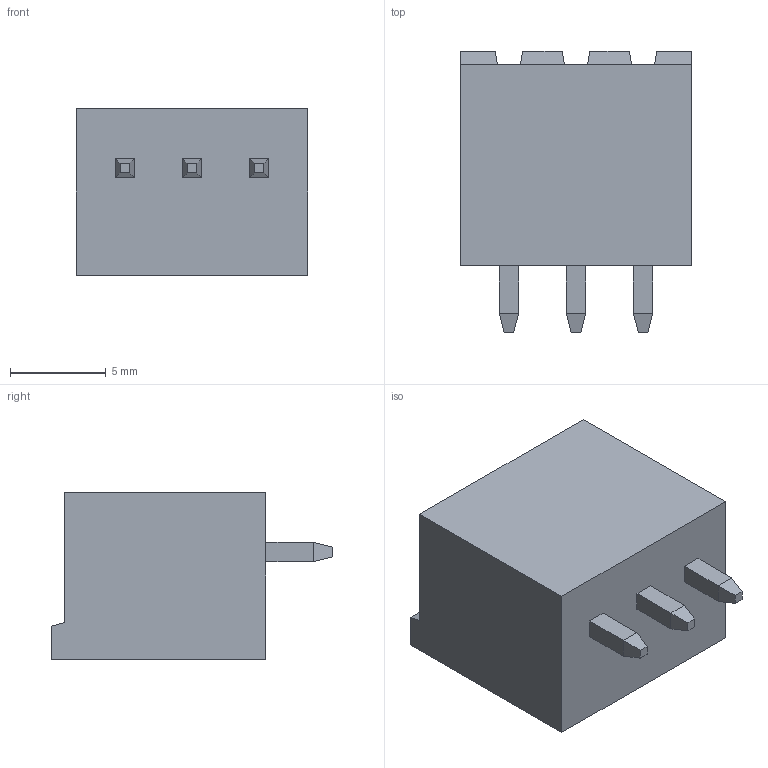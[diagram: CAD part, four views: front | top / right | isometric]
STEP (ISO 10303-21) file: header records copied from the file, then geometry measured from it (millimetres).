
FILE_DESCRIPTION((''),'2;1');
FILE_NAME('31183103','2013-08-29T',('Jobserver'),('MC TECHNOLOGY GmbH'),'PRO/ENGINEER BY PARAMETRIC TECHNOLOGY CORPORATION, 2010370','PRO/ENGINEER BY PARAMETRIC TECHNOLOGY CORPORATION, 2010370','');
FILE_SCHEMA(('CONFIG_CONTROL_DESIGN'));
Length unit declared in the file: millimetre
Products named in the file (1): 31183103
Bounding box: 12.1 x 14.7 x 8.7 mm (x, y, z)
Volume: 703.6 mm3; surface area: 1088.4 mm2
Topology: 3 solids, 4 shells, 120 faces, 294 edges, 188 vertices
Faces by surface type: plane 117, cylinder 3
Entity records: 3464 total; most frequent: CARTESIAN_POINT 602, ORIENTED_EDGE 588, DIRECTION 540, EDGE_CURVE 294, VECTOR 288, LINE 288, VERTEX_POINT 188, AXIS2_PLACEMENT_3D 126
